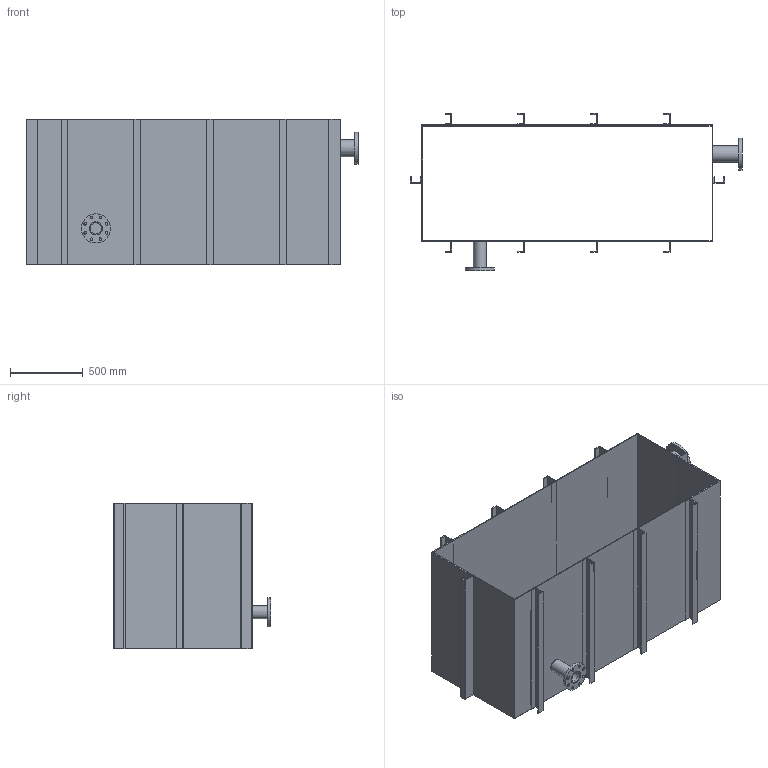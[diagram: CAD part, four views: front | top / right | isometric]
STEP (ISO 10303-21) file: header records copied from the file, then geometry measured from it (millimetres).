
FILE_DESCRIPTION(('FreeCAD Model'),'2;1');
FILE_NAME('tank.step', '2018-07-28T17:54:02',('Author'),(''), 'Open CASCADE STEP processor 7.2','FreeCAD','Unknown');
FILE_SCHEMA(('AUTOMOTIVE_DESIGN { 1 0 10303 214 1 1 1 1 }'));
Length unit declared in the file: millimetre
Products named in the file (15): Serbatoio; Tubo; Tubo002; Flangia; Flangia001; Structure; Structure001; Structure002; Structure003; Structure004; Structure005; Structure006; Structure007; Structure008; Structure009
Bounding box: 2280 x 1080 x 1000 mm (x, y, z)
Volume: 46211240.6 mm3; surface area: 14926038.8 mm2
Topology: 15 solids, 15 shells, 142 faces, 336 edges, 224 vertices
Faces by surface type: plane 118, cylinder 24
Full cylindrical faces by diameter (mm): 18 x16, 77.92 x1, 88.9 x1, 90.5 x1, 102.26 x1, 114.3 x1, 116 x1, 200 x1, 220 x1
Entity records: 8761 total; most frequent: CARTESIAN_POINT 1389, DIRECTION 1328, LINE 898, VECTOR 898, ORIENTED_EDGE 672, PCURVE 672, DEFINITIONAL_REPRESENTATION 672, EDGE_CURVE 336
